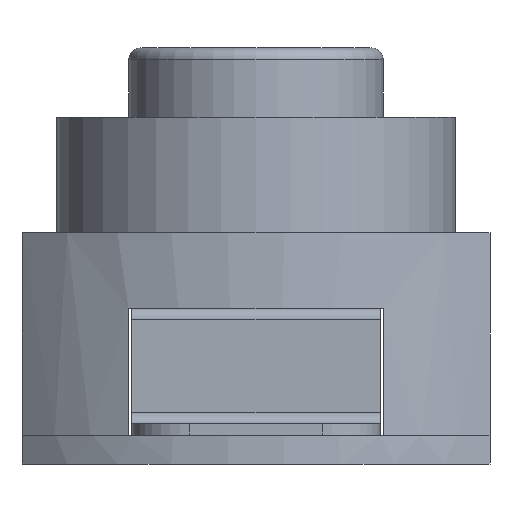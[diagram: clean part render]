
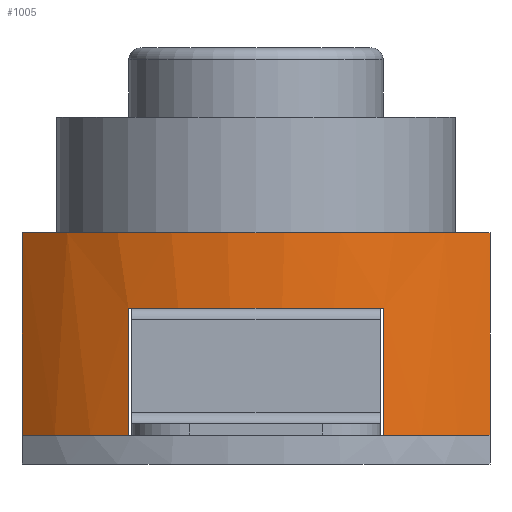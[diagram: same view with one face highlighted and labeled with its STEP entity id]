
A CAD part, left-side view. The second image highlights one B-rep face of the part: STEP entity #1005.
In plain terms, the highlighted cylindrical face has radius 6.05 mm (diameter 12.1 mm), a partial arc.
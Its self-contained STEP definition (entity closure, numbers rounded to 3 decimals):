
#31=CYLINDRICAL_SURFACE('',#1097,6.05);
#57=CIRCLE('',#1089,6.05);
#60=CIRCLE('',#1093,6.05);
#61=CIRCLE('',#1095,6.05);
#63=CIRCLE('',#1098,6.05);
#114=FACE_OUTER_BOUND('',#174,.T.);
#174=EDGE_LOOP('',(#727,#728,#729,#730,#731,#732,#733,#734));
#243=LINE('',#1555,#339);
#245=LINE('',#1561,#341);
#250=LINE('',#1582,#346);
#251=LINE('',#1585,#347);
#339=VECTOR('',#1237,10.);
#341=VECTOR('',#1241,10.);
#346=VECTOR('',#1266,10.);
#347=VECTOR('',#1269,10.);
#433=VERTEX_POINT('',#1549);
#435=VERTEX_POINT('',#1553);
#436=VERTEX_POINT('',#1557);
#438=VERTEX_POINT('',#1560);
#441=VERTEX_POINT('',#1571);
#442=VERTEX_POINT('',#1575);
#444=VERTEX_POINT('',#1581);
#445=VERTEX_POINT('',#1583);
#540=EDGE_CURVE('',#433,#435,#243,.T.);
#542=EDGE_CURVE('',#438,#436,#245,.T.);
#545=EDGE_CURVE('',#435,#438,#57,.T.);
#549=EDGE_CURVE('',#436,#441,#60,.T.);
#550=EDGE_CURVE('',#442,#433,#61,.T.);
#553=EDGE_CURVE('',#441,#444,#250,.T.);
#554=EDGE_CURVE('',#445,#444,#63,.T.);
#555=EDGE_CURVE('',#442,#445,#251,.T.);
#727=ORIENTED_EDGE('',*,*,#540,.T.);
#728=ORIENTED_EDGE('',*,*,#545,.T.);
#729=ORIENTED_EDGE('',*,*,#542,.T.);
#730=ORIENTED_EDGE('',*,*,#549,.T.);
#731=ORIENTED_EDGE('',*,*,#553,.T.);
#732=ORIENTED_EDGE('',*,*,#554,.F.);
#733=ORIENTED_EDGE('',*,*,#555,.F.);
#734=ORIENTED_EDGE('',*,*,#550,.T.);
#1005=ADVANCED_FACE('',(#114),#31,.T.);
#1089=AXIS2_PLACEMENT_3D('',#1566,#1246,#1247);
#1093=AXIS2_PLACEMENT_3D('',#1573,#1255,#1256);
#1095=AXIS2_PLACEMENT_3D('',#1576,#1259,#1260);
#1097=AXIS2_PLACEMENT_3D('',#1580,#1264,#1265);
#1098=AXIS2_PLACEMENT_3D('',#1584,#1267,#1268);
#1237=DIRECTION('',(0.,0.,1.));
#1241=DIRECTION('',(0.,0.,-1.));
#1246=DIRECTION('center_axis',(0.,0.,1.));
#1247=DIRECTION('ref_axis',(-0.743,0.669,0.));
#1255=DIRECTION('center_axis',(0.,0.,1.));
#1256=DIRECTION('ref_axis',(-0.743,0.669,0.));
#1259=DIRECTION('center_axis',(0.,0.,1.));
#1260=DIRECTION('ref_axis',(-0.743,0.669,0.));
#1264=DIRECTION('center_axis',(0.,0.,1.));
#1265=DIRECTION('ref_axis',(-0.743,0.669,0.));
#1266=DIRECTION('',(0.,0.,1.));
#1267=DIRECTION('center_axis',(0.,0.,1.));
#1268=DIRECTION('ref_axis',(-0.743,0.669,0.));
#1269=DIRECTION('',(0.,0.,1.));
#1549=CARTESIAN_POINT('',(-5.632,2.21,0.5));
#1553=CARTESIAN_POINT('',(-5.632,2.21,2.7));
#1555=CARTESIAN_POINT('',(-5.632,2.21,0.5));
#1557=CARTESIAN_POINT('',(-5.632,-2.21,0.5));
#1560=CARTESIAN_POINT('',(-5.632,-2.21,2.7));
#1561=CARTESIAN_POINT('',(-5.632,-2.21,0.5));
#1566=CARTESIAN_POINT('Origin',(0.,0.,2.7));
#1571=CARTESIAN_POINT('',(-4.494,-4.05,0.5));
#1573=CARTESIAN_POINT('Origin',(0.,0.,0.5));
#1575=CARTESIAN_POINT('',(-4.494,4.05,0.5));
#1576=CARTESIAN_POINT('Origin',(0.,0.,0.5));
#1580=CARTESIAN_POINT('Origin',(0.,0.,0.5));
#1581=CARTESIAN_POINT('',(-4.494,-4.05,4.));
#1582=CARTESIAN_POINT('',(-4.494,-4.05,0.5));
#1583=CARTESIAN_POINT('',(-4.494,4.05,4.));
#1584=CARTESIAN_POINT('Origin',(0.,0.,4.));
#1585=CARTESIAN_POINT('',(-4.494,4.05,0.5));
